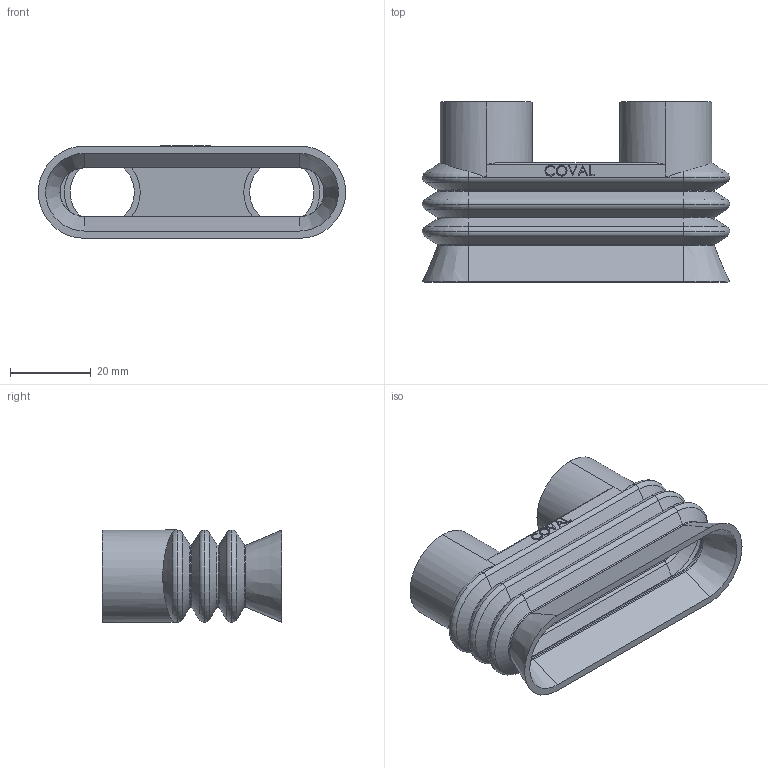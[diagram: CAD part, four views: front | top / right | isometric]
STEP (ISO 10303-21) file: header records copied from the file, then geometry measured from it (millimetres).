
FILE_DESCRIPTION(('STEP AP214'),'1');
FILE_NAME('COVAL_VSP7623SIT5.stp','2017-12-28T08:27:59',('TraceParts'),('TraceParts S.A.'),'Spatial InterOp 3D',' ',' ');
FILE_SCHEMA(('automotive_design'));
Length unit declared in the file: millimetre
Products named in the file (1): COVAL_VSP7623SIT5
Bounding box: 76 x 44.5 x 22.9 mm (x, y, z)
Volume: 12314.7 mm3; surface area: 19313 mm2
Topology: 1 solids, 1 shells, 251 faces, 557 edges, 319 vertices
Faces by surface type: plane 83, cylinder 74, torus 48, cone 29, bspline 17
Entity records: 10903 total; most frequent: CARTESIAN_POINT 3377, DIRECTION 1187, ORIENTED_EDGE 1114, EDGE_CURVE 557, AXIS2_PLACEMENT_3D 453, VERTEX_POINT 319, LINE 281, VECTOR 281
